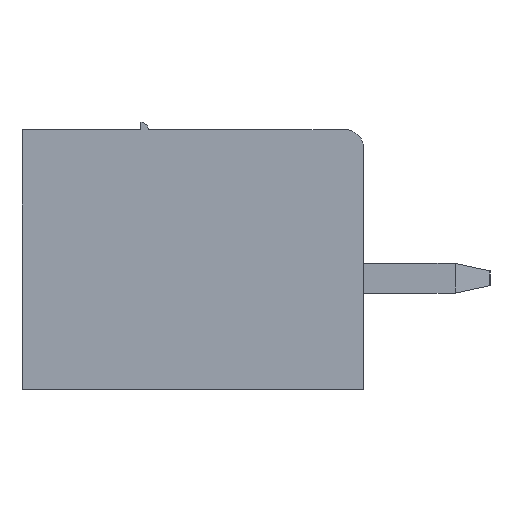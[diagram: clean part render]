
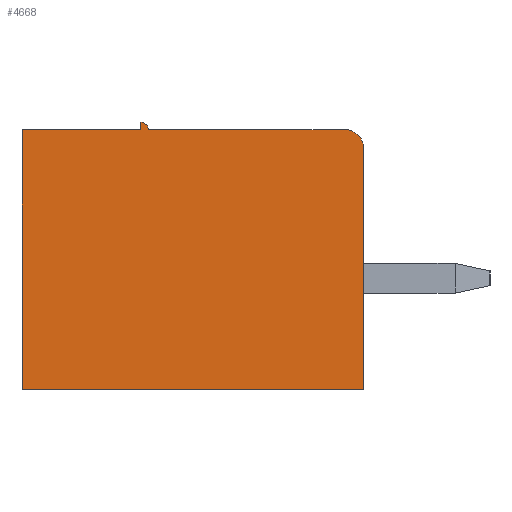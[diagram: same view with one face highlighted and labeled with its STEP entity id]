
A CAD part, left-side view. The second image highlights one B-rep face of the part: STEP entity #4668.
In plain terms, the highlighted planar face has unit normal (-1, 0, 0).
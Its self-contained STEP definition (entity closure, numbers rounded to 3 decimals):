
#1660 = ORIENTED_EDGE ( 'NONE', *, *, #31728, .T. ) ;
#1856 = CARTESIAN_POINT ( 'NONE',  ( 0., 5.8, 7. ) ) ;
#2090 = LINE ( 'NONE', #16305, #20373 ) ;
#2798 = EDGE_CURVE ( 'NONE', #10841, #29979, #20405, .T. ) ;
#2936 = CIRCLE ( 'NONE', #10508, 0.2 ) ;
#3748 = CARTESIAN_POINT ( 'NONE',  ( 0., 0., 7. ) ) ;
#4247 = ORIENTED_EDGE ( 'NONE', *, *, #28031, .T. ) ;
#4319 = VECTOR ( 'NONE', #28733, 1000. ) ;
#4668 = ADVANCED_FACE ( 'NONE', ( #32897 ), #20549, .F. ) ;
#6007 = ORIENTED_EDGE ( 'NONE', *, *, #6048, .T. ) ;
#6048 = EDGE_CURVE ( 'NONE', #26798, #15557, #33126, .T. ) ;
#6244 = CARTESIAN_POINT ( 'NONE',  ( 0., 0., 6.5 ) ) ;
#6249 = CARTESIAN_POINT ( 'NONE',  ( 0., 6., 7.2 ) ) ;
#6531 = CARTESIAN_POINT ( 'NONE',  ( 0., 9.2, 7. ) ) ;
#7174 = EDGE_CURVE ( 'NONE', #26798, #10841, #2090, .T. ) ;
#7497 = CARTESIAN_POINT ( 'NONE',  ( 0., 9.2, 0. ) ) ;
#7505 = CARTESIAN_POINT ( 'NONE',  ( 0., 9.2, 0. ) ) ;
#8090 = LINE ( 'NONE', #30264, #20508 ) ;
#9245 = DIRECTION ( 'NONE',  ( 0., 0., 1. ) ) ;
#9713 = VERTEX_POINT ( 'NONE', #30258 ) ;
#10187 = VERTEX_POINT ( 'NONE', #6244 ) ;
#10508 = AXIS2_PLACEMENT_3D ( 'NONE', #21705, #13880, #33136 ) ;
#10795 = ORIENTED_EDGE ( 'NONE', *, *, #7174, .F. ) ;
#10841 = VERTEX_POINT ( 'NONE', #6531 ) ;
#11318 = DIRECTION ( 'NONE',  ( -1., 0., 0. ) ) ;
#11537 = DIRECTION ( 'NONE',  ( 0., 0., -1. ) ) ;
#12080 = CARTESIAN_POINT ( 'NONE',  ( 0., 0., 0. ) ) ;
#13880 = DIRECTION ( 'NONE',  ( -1., 0., 0. ) ) ;
#15557 = VERTEX_POINT ( 'NONE', #12080 ) ;
#15603 = VERTEX_POINT ( 'NONE', #1856 ) ;
#16305 = CARTESIAN_POINT ( 'NONE',  ( 0., 9.2, 7. ) ) ;
#17100 = DIRECTION ( 'NONE',  ( 1., 0., 0. ) ) ;
#17489 = CARTESIAN_POINT ( 'NONE',  ( 0., 9.2, 7. ) ) ;
#18027 = ORIENTED_EDGE ( 'NONE', *, *, #24032, .F. ) ;
#18167 = LINE ( 'NONE', #20723, #4319 ) ;
#18240 = AXIS2_PLACEMENT_3D ( 'NONE', #22606, #11318, #27869 ) ;
#18590 = DIRECTION ( 'NONE',  ( 0., -1., 0. ) ) ;
#19567 = AXIS2_PLACEMENT_3D ( 'NONE', #23437, #17100, #28559 ) ;
#20373 = VECTOR ( 'NONE', #21577, 1000. ) ;
#20405 = LINE ( 'NONE', #17489, #23553 ) ;
#20508 = VECTOR ( 'NONE', #11537, 1000. ) ;
#20549 = PLANE ( 'NONE',  #19567 ) ;
#20723 = CARTESIAN_POINT ( 'NONE',  ( 0., 9.2, 7. ) ) ;
#21577 = DIRECTION ( 'NONE',  ( 0., 0., 1. ) ) ;
#21705 = CARTESIAN_POINT ( 'NONE',  ( 0., 6., 7. ) ) ;
#22606 = CARTESIAN_POINT ( 'NONE',  ( 0., 0.5, 6.5 ) ) ;
#23437 = CARTESIAN_POINT ( 'NONE',  ( 0., 9.2, 7. ) ) ;
#23553 = VECTOR ( 'NONE', #33663, 1000. ) ;
#23743 = ORIENTED_EDGE ( 'NONE', *, *, #35913, .T. ) ;
#24032 = EDGE_CURVE ( 'NONE', #15603, #9713, #18167, .T. ) ;
#24135 = ORIENTED_EDGE ( 'NONE', *, *, #32374, .T. ) ;
#24430 = VECTOR ( 'NONE', #18590, 1000. ) ;
#26798 = VERTEX_POINT ( 'NONE', #7505 ) ;
#27869 = DIRECTION ( 'NONE',  ( 0., 0., -1. ) ) ;
#28031 = EDGE_CURVE ( 'NONE', #15603, #34748, #2936, .T. ) ;
#28559 = DIRECTION ( 'NONE',  ( 0., 0., -1. ) ) ;
#28733 = DIRECTION ( 'NONE',  ( 0., -1., 0. ) ) ;
#28734 = ORIENTED_EDGE ( 'NONE', *, *, #2798, .F. ) ;
#29266 = CIRCLE ( 'NONE', #18240, 0.5 ) ;
#29979 = VERTEX_POINT ( 'NONE', #35305 ) ;
#30258 = CARTESIAN_POINT ( 'NONE',  ( 0., 0.5, 7. ) ) ;
#30264 = CARTESIAN_POINT ( 'NONE',  ( 0., 6., 7. ) ) ;
#31443 = LINE ( 'NONE', #3748, #35536 ) ;
#31728 = EDGE_CURVE ( 'NONE', #10187, #9713, #29266, .T. ) ;
#32374 = EDGE_CURVE ( 'NONE', #34748, #29979, #8090, .T. ) ;
#32514 = EDGE_LOOP ( 'NONE', ( #23743, #1660, #18027, #4247, #24135, #28734, #10795, #6007 ) ) ;
#32897 = FACE_OUTER_BOUND ( 'NONE', #32514, .T. ) ;
#33126 = LINE ( 'NONE', #7497, #24430 ) ;
#33136 = DIRECTION ( 'NONE',  ( 0., 0., 1. ) ) ;
#33663 = DIRECTION ( 'NONE',  ( 0., -1., 0. ) ) ;
#34748 = VERTEX_POINT ( 'NONE', #6249 ) ;
#35305 = CARTESIAN_POINT ( 'NONE',  ( 0., 6., 7. ) ) ;
#35536 = VECTOR ( 'NONE', #9245, 1000. ) ;
#35913 = EDGE_CURVE ( 'NONE', #15557, #10187, #31443, .T. ) ;
